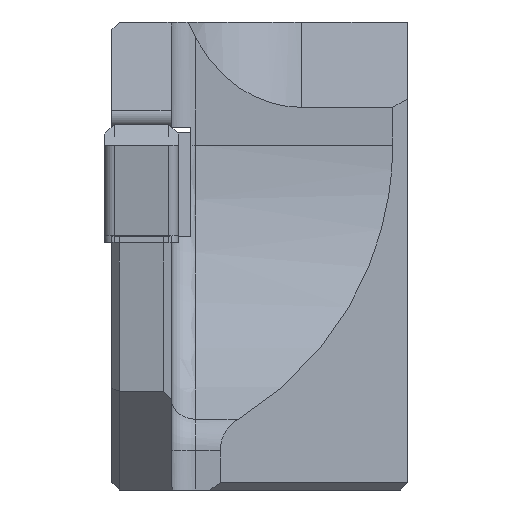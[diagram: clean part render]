
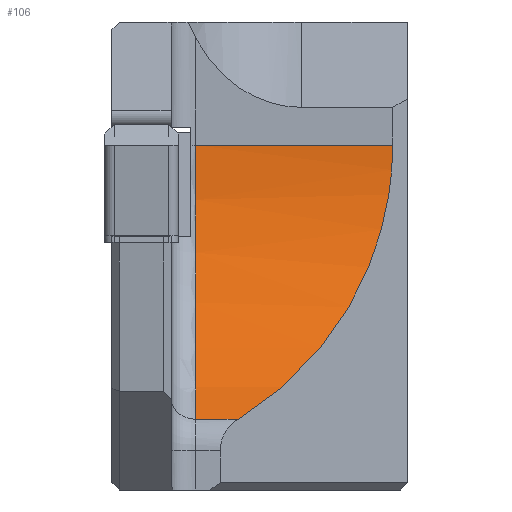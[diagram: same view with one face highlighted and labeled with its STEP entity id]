
A CAD part, left-side view. The second image highlights one B-rep face of the part: STEP entity #106.
In plain terms, the highlighted cylindrical face has radius 13 mm (diameter 26 mm), a partial arc.
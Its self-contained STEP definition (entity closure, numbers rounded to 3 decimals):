
#59=CYLINDRICAL_SURFACE('',#1345,13.);
#77=ELLIPSE('',#1343,18.385,13.);
#106=ADVANCED_FACE('',(#226),#59,.F.);
#226=FACE_OUTER_BOUND('',#295,.T.);
#295=EDGE_LOOP('',(#482,#483,#484,#485));
#356=CIRCLE('',#1344,13.);
#482=ORIENTED_EDGE('',*,*,#927,.T.);
#483=ORIENTED_EDGE('',*,*,#925,.T.);
#484=ORIENTED_EDGE('',*,*,#928,.T.);
#485=ORIENTED_EDGE('',*,*,#884,.F.);
#769=VERTEX_POINT('',#1859);
#770=VERTEX_POINT('',#1860);
#791=VERTEX_POINT('',#1934);
#792=VERTEX_POINT('',#1936);
#884=EDGE_CURVE('',#769,#770,#1056,.T.);
#925=EDGE_CURVE('',#792,#791,#1088,.T.);
#927=EDGE_CURVE('',#769,#792,#77,.T.);
#928=EDGE_CURVE('',#791,#770,#356,.T.);
#1056=LINE('',#1858,#1198);
#1088=LINE('',#1935,#1230);
#1198=VECTOR('',#1476,1.);
#1230=VECTOR('',#1552,1.);
#1343=AXIS2_PLACEMENT_3D('',#1939,#1556,#1557);
#1344=AXIS2_PLACEMENT_3D('',#1940,#1558,#1559);
#1345=AXIS2_PLACEMENT_3D('',#1941,#1560,#1561);
#1476=DIRECTION('',(0.,1.,0.));
#1552=DIRECTION('',(0.,1.,0.));
#1556=DIRECTION('',(-0.707,-0.707,0.));
#1557=DIRECTION('',(-0.707,0.707,0.));
#1558=DIRECTION('',(0.,1.,0.));
#1559=DIRECTION('',(0.,0.,1.));
#1560=DIRECTION('',(0.,1.,0.));
#1561=DIRECTION('',(0.,0.,-1.));
#1858=CARTESIAN_POINT('',(6.724,-15.3,-11.126));
#1859=CARTESIAN_POINT('',(6.724,6.876,-11.126));
#1860=CARTESIAN_POINT('',(6.724,8.6,-11.126));
#1934=CARTESIAN_POINT('',(13.,8.6,0.));
#1935=CARTESIAN_POINT('',(13.,-15.3,0.));
#1936=CARTESIAN_POINT('',(13.,0.6,0.));
#1939=CARTESIAN_POINT('',(0.,13.6,0.));
#1940=CARTESIAN_POINT('',(0.,8.6,0.));
#1941=CARTESIAN_POINT('',(0.,-15.3,0.));
